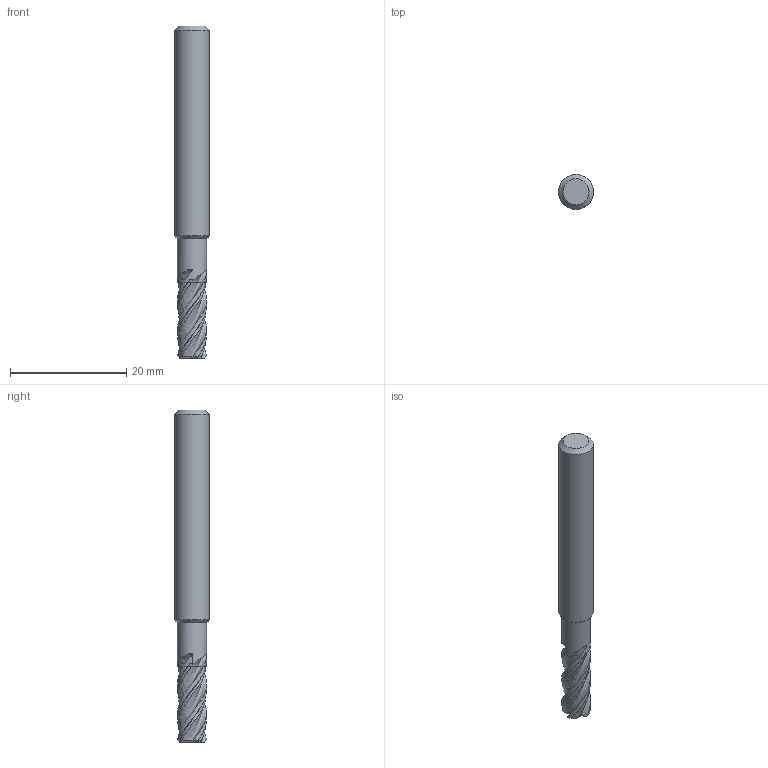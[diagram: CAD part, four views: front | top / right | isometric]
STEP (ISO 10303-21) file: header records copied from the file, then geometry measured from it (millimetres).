
FILE_DESCRIPTION(/* description */ (''),/* implementation_level */ '2;1');
FILE_NAME(/* name */ 'F4AS0500ADL38_GTM.stp',/* time_stamp */ '2016-03-16T10:48:17+00:00',/* author */ (''),/* organization */ (''),/* preprocessor_version */ 'ST-DEVELOPER v15',/* originating_system */ 'SIEMENS PLM Software NX 9.0',/* authorisation */ '');
FILE_SCHEMA (('AUTOMOTIVE_DESIGN { 1 0 10303 214 3 1 1 1 }'));
Length unit declared in the file: millimetre
Products named in the file (1): F4AS0500ADL38_GTM
Bounding box: 6 x 6 x 57 mm (x, y, z)
Volume: 1344.1 mm3; surface area: 1125.6 mm2
Topology: 2 solids, 2 shells, 57 faces, 162 edges, 115 vertices
Faces by surface type: bspline 32, plane 12, cylinder 7, cone 6
Full cylindrical faces by diameter (mm): 5 x1, 6 x1
Entity records: 10914 total; most frequent: CARTESIAN_POINT 9699, ORIENTED_EDGE 296, DIRECTION 151, EDGE_CURVE 148, VERTEX_POINT 100, B_SPLINE_CURVE_WITH_KNOTS 80, AXIS2_PLACEMENT_3D 67, EDGE_LOOP 60
